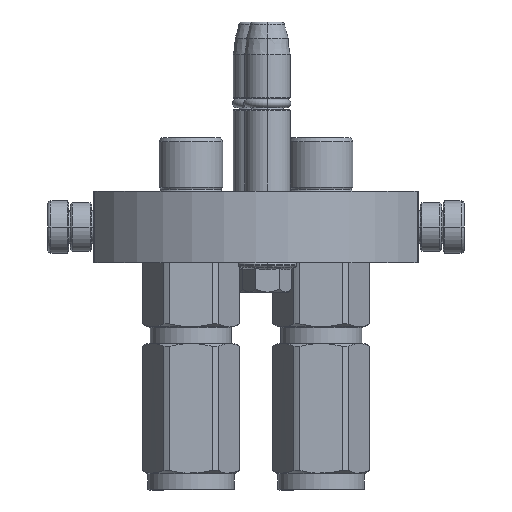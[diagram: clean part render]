
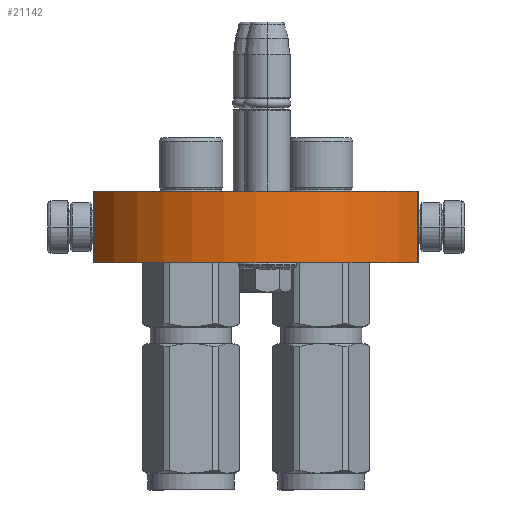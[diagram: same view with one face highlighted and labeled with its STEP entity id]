
A CAD part, left-side view. The second image highlights one B-rep face of the part: STEP entity #21142.
In plain terms, the highlighted cylindrical face has radius 57.25 mm (diameter 114.5 mm), a partial arc.
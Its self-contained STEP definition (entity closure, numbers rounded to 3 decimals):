
#1217 = CARTESIAN_POINT ( 'NONE',  ( 49.5, 28.763, 0. ) ) ;
#2199 = ORIENTED_EDGE ( 'NONE', *, *, #11119, .T. ) ;
#2940 = VERTEX_POINT ( 'NONE', #14601 ) ;
#3683 = VERTEX_POINT ( 'NONE', #22625 ) ;
#7515 = EDGE_CURVE ( 'NONE', #3683, #37528, #42083, .T. ) ;
#7555 = AXIS2_PLACEMENT_3D ( 'NONE', #43378, #8455, #22353 ) ;
#8214 = ORIENTED_EDGE ( 'NONE', *, *, #39563, .T. ) ;
#8455 = DIRECTION ( 'NONE',  ( 0., 0., 1. ) ) ;
#8996 = CYLINDRICAL_SURFACE ( 'NONE', #34363, 57.25 ) ;
#11119 = EDGE_CURVE ( 'NONE', #3683, #2940, #21977, .T. ) ;
#13837 = DIRECTION ( 'NONE',  ( 0.865, 0.502, 0. ) ) ;
#14131 = VECTOR ( 'NONE', #42953, 1000. ) ;
#14601 = CARTESIAN_POINT ( 'NONE',  ( -49.5, 28.763, 0. ) ) ;
#14972 = CIRCLE ( 'NONE', #34646, 57.25 ) ;
#15527 = EDGE_LOOP ( 'NONE', ( #2199, #8214, #19243, #23001 ) ) ;
#18056 = LINE ( 'NONE', #18250, #44959 ) ;
#18250 = CARTESIAN_POINT ( 'NONE',  ( -49.5, 28.763, 0. ) ) ;
#19243 = ORIENTED_EDGE ( 'NONE', *, *, #43587, .F. ) ;
#20116 = DIRECTION ( 'NONE',  ( 1., 0., 0. ) ) ;
#21142 = ADVANCED_FACE ( 'NONE', ( #34238 ), #8996, .T. ) ;
#21977 = CIRCLE ( 'NONE', #7555, 57.25 ) ;
#22353 = DIRECTION ( 'NONE',  ( 0.865, 0.502, 0. ) ) ;
#22625 = CARTESIAN_POINT ( 'NONE',  ( 49.5, 28.763, 0. ) ) ;
#23001 = ORIENTED_EDGE ( 'NONE', *, *, #7515, .F. ) ;
#25671 = CARTESIAN_POINT ( 'NONE',  ( -49.5, 28.763, 22. ) ) ;
#29967 = DIRECTION ( 'NONE',  ( 0., 0., -1. ) ) ;
#30591 = VERTEX_POINT ( 'NONE', #25671 ) ;
#32237 = DIRECTION ( 'NONE',  ( 0., 0., 1. ) ) ;
#34238 = FACE_OUTER_BOUND ( 'NONE', #15527, .T. ) ;
#34363 = AXIS2_PLACEMENT_3D ( 'NONE', #41107, #29967, #20116 ) ;
#34646 = AXIS2_PLACEMENT_3D ( 'NONE', #38629, #35247, #13837 ) ;
#35247 = DIRECTION ( 'NONE',  ( 0., 0., 1. ) ) ;
#36428 = CARTESIAN_POINT ( 'NONE',  ( 49.5, 28.763, 22. ) ) ;
#37528 = VERTEX_POINT ( 'NONE', #36428 ) ;
#38629 = CARTESIAN_POINT ( 'NONE',  ( 0., 0., 22. ) ) ;
#39563 = EDGE_CURVE ( 'NONE', #2940, #30591, #18056, .T. ) ;
#41107 = CARTESIAN_POINT ( 'NONE',  ( 0., 0., 0. ) ) ;
#42083 = LINE ( 'NONE', #1217, #14131 ) ;
#42953 = DIRECTION ( 'NONE',  ( 0., 0., 1. ) ) ;
#43378 = CARTESIAN_POINT ( 'NONE',  ( 0., 0., 0. ) ) ;
#43587 = EDGE_CURVE ( 'NONE', #37528, #30591, #14972, .T. ) ;
#44959 = VECTOR ( 'NONE', #32237, 1000. ) ;
